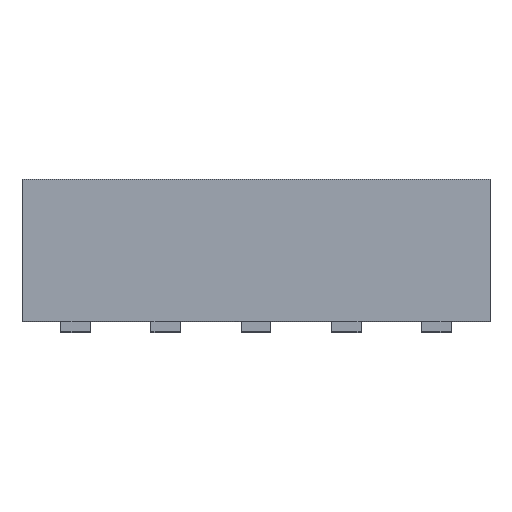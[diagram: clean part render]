
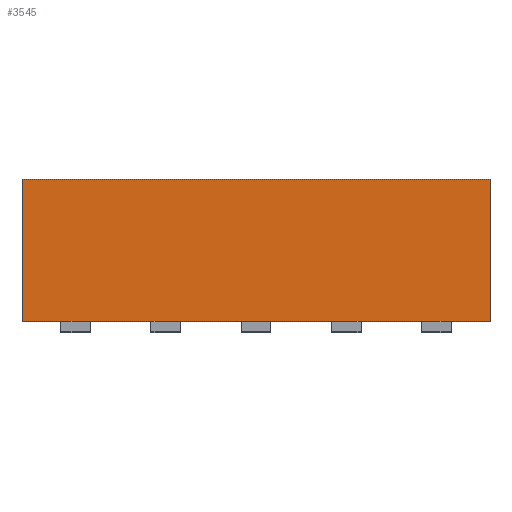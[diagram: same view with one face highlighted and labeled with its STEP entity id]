
A CAD part, top view. The second image highlights one B-rep face of the part: STEP entity #3545.
In plain terms, the highlighted planar face has unit normal (0, 0, 1).
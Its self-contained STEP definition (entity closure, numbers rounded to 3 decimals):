
#240=LINE('',#5274,#710);
#250=LINE('',#5294,#720);
#253=LINE('',#5299,#723);
#257=LINE('',#5306,#727);
#710=VECTOR('',#4279,1000.);
#720=VECTOR('',#4291,1000.);
#723=VECTOR('',#4296,1000.);
#727=VECTOR('',#4306,1000.);
#1376=ORIENTED_EDGE('',*,*,#2229,.T.);
#1377=ORIENTED_EDGE('',*,*,#2226,.F.);
#1378=ORIENTED_EDGE('',*,*,#2233,.F.);
#1379=ORIENTED_EDGE('',*,*,#2216,.T.);
#2216=EDGE_CURVE('',#2672,#2671,#240,.T.);
#2226=EDGE_CURVE('',#2680,#2681,#250,.T.);
#2229=EDGE_CURVE('',#2671,#2681,#253,.T.);
#2233=EDGE_CURVE('',#2672,#2680,#257,.T.);
#2671=VERTEX_POINT('',#5273);
#2672=VERTEX_POINT('',#5275);
#2680=VERTEX_POINT('',#5293);
#2681=VERTEX_POINT('',#5295);
#2935=EDGE_LOOP('',(#1376,#1377,#1378,#1379));
#3153=FACE_BOUND('',#2935,.T.);
#3352=PLANE('',#3805);
#3545=ADVANCED_FACE('',(#3153),#3352,.F.);
#3805=AXIS2_PLACEMENT_3D('',#5305,#4304,#4305);
#4279=DIRECTION('',(0.,-1.,0.));
#4291=DIRECTION('',(0.,-1.,0.));
#4296=DIRECTION('',(1.,0.,0.));
#4304=DIRECTION('',(0.,0.,-1.));
#4305=DIRECTION('',(-1.,0.,0.));
#4306=DIRECTION('',(1.,0.,0.));
#5273=CARTESIAN_POINT('',(0.,0.,1.5));
#5274=CARTESIAN_POINT('',(0.,2.,1.5));
#5275=CARTESIAN_POINT('',(0.,2.,1.5));
#5293=CARTESIAN_POINT('',(6.59,2.,1.5));
#5294=CARTESIAN_POINT('',(6.59,2.,1.5));
#5295=CARTESIAN_POINT('',(6.59,0.,1.5));
#5299=CARTESIAN_POINT('',(0.,0.,1.5));
#5305=CARTESIAN_POINT('',(0.,2.,1.5));
#5306=CARTESIAN_POINT('',(0.,2.,1.5));
